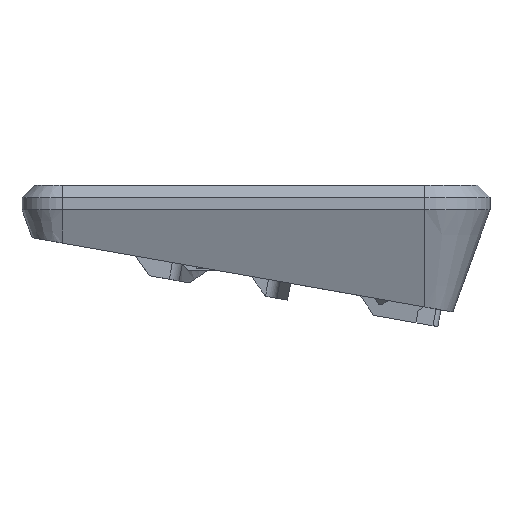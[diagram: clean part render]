
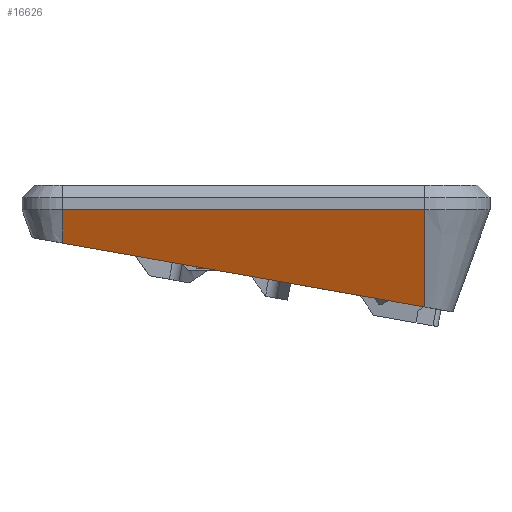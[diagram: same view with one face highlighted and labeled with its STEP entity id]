
A CAD part, front view. The second image highlights one B-rep face of the part: STEP entity #16626.
In plain terms, the highlighted planar face has unit normal (0, -0.94, -0.342).
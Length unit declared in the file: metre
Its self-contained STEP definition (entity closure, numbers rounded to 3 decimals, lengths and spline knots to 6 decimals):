
#775=LINE('',#24297,#2376);
#1226=LINE('',#25887,#2827);
#1227=LINE('',#25889,#2828);
#1228=LINE('',#25891,#2829);
#2376=VECTOR('',#19178,1.);
#2827=VECTOR('',#20487,1.);
#2828=VECTOR('',#20488,1.);
#2829=VECTOR('',#20489,1.);
#5398=ORIENTED_EDGE('',*,*,#9990,.T.);
#5399=ORIENTED_EDGE('',*,*,#9991,.F.);
#5400=ORIENTED_EDGE('',*,*,#9992,.T.);
#5401=ORIENTED_EDGE('',*,*,#9284,.F.);
#9284=EDGE_CURVE('',#11767,#11768,#775,.T.);
#9990=EDGE_CURVE('',#11767,#12272,#1226,.T.);
#9991=EDGE_CURVE('',#12273,#12272,#1227,.T.);
#9992=EDGE_CURVE('',#12273,#11768,#1228,.T.);
#11767=VERTEX_POINT('',#24296);
#11768=VERTEX_POINT('',#24298);
#12272=VERTEX_POINT('',#25888);
#12273=VERTEX_POINT('',#25890);
#13940=EDGE_LOOP('',(#5398,#5399,#5400,#5401));
#15049=FACE_BOUND('',#13940,.T.);
#16032=PLANE('',#17863);
#16626=ADVANCED_FACE('',(#15049),#16032,.T.);
#17863=AXIS2_PLACEMENT_3D('',#25886,#20485,#20486);
#19178=DIRECTION('',(-0.983,-0.063,0.173));
#20485=DIRECTION('',(0.,-0.94,-0.342));
#20486=DIRECTION('',(1.,0.,0.));
#20487=DIRECTION('',(0.,-0.342,0.94));
#20488=DIRECTION('',(1.,0.,0.));
#20489=DIRECTION('',(0.,0.342,-0.94));
#24296=CARTESIAN_POINT('',(0.0751,-0.044647,-0.000285));
#24297=CARTESIAN_POINT('',(0.03803,-0.047026,0.006251));
#24298=CARTESIAN_POINT('',(-0.0139,-0.050358,0.015408));
#25886=CARTESIAN_POINT('',(0.0381,-0.047153,0.0066));
#25887=CARTESIAN_POINT('',(0.0751,-0.047153,0.0066));
#25888=CARTESIAN_POINT('',(0.0751,-0.05334,0.0236));
#25889=CARTESIAN_POINT('',(0.0751,-0.05334,0.0236));
#25890=CARTESIAN_POINT('',(-0.0139,-0.05334,0.0236));
#25891=CARTESIAN_POINT('',(-0.0139,-0.05334,0.0236));
